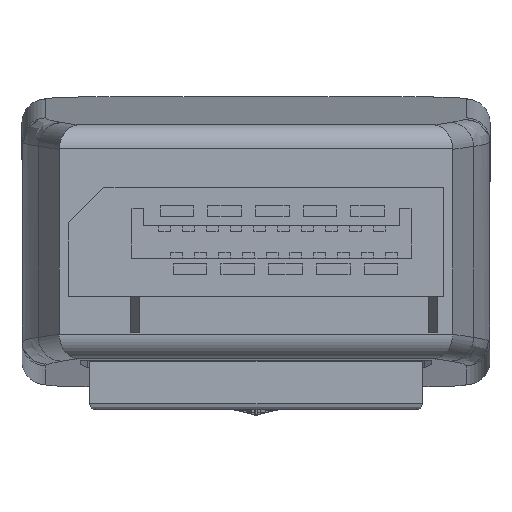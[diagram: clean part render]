
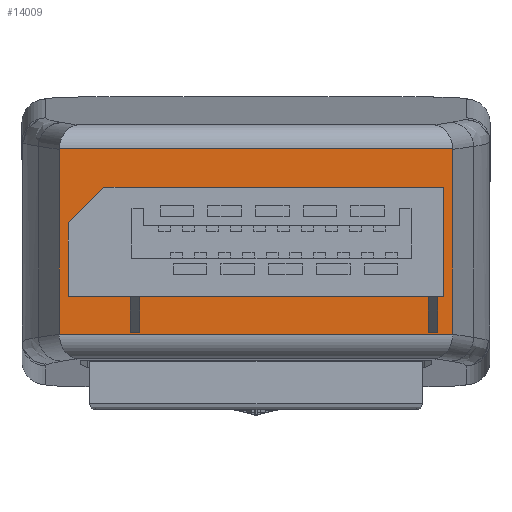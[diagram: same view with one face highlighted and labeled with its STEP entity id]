
A CAD part, front view. The second image highlights one B-rep face of the part: STEP entity #14009.
In plain terms, the highlighted face is planar.
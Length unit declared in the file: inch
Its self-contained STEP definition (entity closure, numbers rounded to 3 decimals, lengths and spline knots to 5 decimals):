
#919 = LINE ( 'NONE', #8587, #8615 ) ;
#1039 = ORIENTED_EDGE ( 'NONE', *, *, #14517, .T. ) ;
#1441 = ORIENTED_EDGE ( 'NONE', *, *, #3830, .T. ) ;
#1846 = CARTESIAN_POINT ( 'NONE',  ( 0.72249, 0.40119, -1.437 ) ) ;
#1912 = CARTESIAN_POINT ( 'NONE',  ( 0.7225, 0.40012, -1.437 ) ) ;
#1952 = CARTESIAN_POINT ( 'NONE',  ( 0.7225, 0.40012, -1.437 ) ) ;
#1968 = DIRECTION ( 'NONE',  ( 0., 1., 0. ) ) ;
#2323 = CARTESIAN_POINT ( 'NONE',  ( 0.0625, 0.08988, -1.437 ) ) ;
#2383 = ORIENTED_EDGE ( 'NONE', *, *, #4349, .T. ) ;
#2493 = VERTEX_POINT ( 'NONE', #11166 ) ;
#2542 =( BOUNDED_CURVE ( )  B_SPLINE_CURVE ( 3, ( #14708, #5265, #9884, #12279 ),
 .UNSPECIFIED., .F., .F. ) 
 B_SPLINE_CURVE_WITH_KNOTS ( ( 4, 4 ),
 ( 3.00135, 3.0281 ),
 .UNSPECIFIED. ) 
 CURVE ( )  GEOMETRIC_REPRESENTATION_ITEM ( )  RATIONAL_B_SPLINE_CURVE ( ( 1., 1., 1., 1. ) ) 
 REPRESENTATION_ITEM ( '' )  );
#2559 = LINE ( 'NONE', #13319, #14564 ) ;
#2898 = CARTESIAN_POINT ( 'NONE',  ( 0.1375, 0.153, -1.437 ) ) ;
#2930 = EDGE_CURVE ( 'NONE', #7988, #10603, #3172, .T. ) ;
#2995 = ORIENTED_EDGE ( 'NONE', *, *, #9526, .F. ) ;
#3078 = ORIENTED_EDGE ( 'NONE', *, *, #2930, .F. ) ;
#3126 = VECTOR ( 'NONE', #6354, 39.37008 ) ;
#3172 = LINE ( 'NONE', #2898, #4656 ) ;
#3258 = CARTESIAN_POINT ( 'NONE',  ( 0.0625, 0.08952, -1.437 ) ) ;
#3314 = EDGE_CURVE ( 'NONE', #12989, #12170, #919, .T. ) ;
#3317 = ORIENTED_EDGE ( 'NONE', *, *, #13047, .F. ) ;
#3394 = EDGE_CURVE ( 'NONE', #11072, #2493, #7507, .T. ) ;
#3427 = CARTESIAN_POINT ( 'NONE',  ( 0.72249, 0.08881, -1.437 ) ) ;
#3486 = CARTESIAN_POINT ( 'NONE',  ( 0.06251, 0.40119, -1.437 ) ) ;
#3551 = VECTOR ( 'NONE', #1968, 39.37008 ) ;
#3670 = VECTOR ( 'NONE', #8433, 39.37008 ) ;
#3676 = CARTESIAN_POINT ( 'NONE',  ( 0.72249, 0.40119, -1.437 ) ) ;
#3830 = EDGE_CURVE ( 'NONE', #4551, #5672, #13342, .T. ) ;
#3843 = VERTEX_POINT ( 'NONE', #1912 ) ;
#3948 = VERTEX_POINT ( 'NONE', #10267 ) ;
#4292 = CARTESIAN_POINT ( 'NONE',  ( 0.7225, 0.40048, -1.437 ) ) ;
#4349 = EDGE_CURVE ( 'NONE', #12170, #3843, #9017, .T. ) ;
#4482 = DIRECTION ( 'NONE',  ( -1., 0., 0. ) ) ;
#4551 = VERTEX_POINT ( 'NONE', #2323 ) ;
#4656 = VECTOR ( 'NONE', #14584, 39.37008 ) ;
#4669 = CARTESIAN_POINT ( 'NONE',  ( 0.06251, 0.08881, -1.437 ) ) ;
#5038 = ORIENTED_EDGE ( 'NONE', *, *, #7682, .F. ) ;
#5056 = LINE ( 'NONE', #14973, #13943 ) ;
#5210 = CARTESIAN_POINT ( 'NONE',  ( 0.0775, 0.213, -1.437 ) ) ;
#5243 = ORIENTED_EDGE ( 'NONE', *, *, #3394, .F. ) ;
#5265 = CARTESIAN_POINT ( 'NONE',  ( 0.7225, 0.08952, -1.437 ) ) ;
#5400 = CARTESIAN_POINT ( 'NONE',  ( 0.0775, 0.213, -1.437 ) ) ;
#5551 = EDGE_CURVE ( 'NONE', #5672, #12989, #14036, .T. ) ;
#5561 = CARTESIAN_POINT ( 'NONE',  ( 0.06251, 0.08881, -1.437 ) ) ;
#5672 = VERTEX_POINT ( 'NONE', #12627 ) ;
#5809 = EDGE_LOOP ( 'NONE', ( #5038, #5243, #3317, #7086, #3078 ) ) ;
#6001 = CARTESIAN_POINT ( 'NONE',  ( 0.7075, 0.337, -1.437 ) ) ;
#6354 = DIRECTION ( 'NONE',  ( 0., 1., 0. ) ) ;
#6530 = LINE ( 'NONE', #7635, #8710 ) ;
#6622 = VERTEX_POINT ( 'NONE', #3427 ) ;
#7054 = ORIENTED_EDGE ( 'NONE', *, *, #12932, .T. ) ;
#7086 = ORIENTED_EDGE ( 'NONE', *, *, #12756, .F. ) ;
#7507 = LINE ( 'NONE', #12550, #14220 ) ;
#7635 = CARTESIAN_POINT ( 'NONE',  ( 0.7075, 0.153, -1.437 ) ) ;
#7682 = EDGE_CURVE ( 'NONE', #2493, #7988, #6530, .T. ) ;
#7988 = VERTEX_POINT ( 'NONE', #14542 ) ;
#8125 = CARTESIAN_POINT ( 'NONE',  ( 0.0625, 0.40083, -1.437 ) ) ;
#8286 = ORIENTED_EDGE ( 'NONE', *, *, #14923, .T. ) ;
#8353 =( BOUNDED_CURVE ( )  B_SPLINE_CURVE ( 3, ( #5561, #9156, #3258, #14787 ),
 .UNSPECIFIED., .F., .F. ) 
 B_SPLINE_CURVE_WITH_KNOTS ( ( 4, 4 ),
 ( 0.11349, 0.14024 ),
 .UNSPECIFIED. ) 
 CURVE ( )  GEOMETRIC_REPRESENTATION_ITEM ( )  RATIONAL_B_SPLINE_CURVE ( ( 1., 1., 1., 1. ) ) 
 REPRESENTATION_ITEM ( '' )  );
#8433 = DIRECTION ( 'NONE',  ( 1., 0., 0. ) ) ;
#8586 = LINE ( 'NONE', #6001, #3670 ) ;
#8587 = CARTESIAN_POINT ( 'NONE',  ( 0., 0.40119, -1.437 ) ) ;
#8615 = VECTOR ( 'NONE', #9735, 39.37008 ) ;
#8710 = VECTOR ( 'NONE', #11113, 39.37008 ) ;
#8903 = PLANE ( 'NONE',  #11193 ) ;
#9017 =( BOUNDED_CURVE ( )  B_SPLINE_CURVE ( 3, ( #1846, #13471, #4292, #1952 ),
 .UNSPECIFIED., .F., .F. ) 
 B_SPLINE_CURVE_WITH_KNOTS ( ( 4, 4 ),
 ( 3.25508, 3.28183 ),
 .UNSPECIFIED. ) 
 CURVE ( )  GEOMETRIC_REPRESENTATION_ITEM ( )  RATIONAL_B_SPLINE_CURVE ( ( 1., 1., 1., 1. ) ) 
 REPRESENTATION_ITEM ( '' )  );
#9105 = CARTESIAN_POINT ( 'NONE',  ( 0., 0.49, -1.437 ) ) ;
#9156 = CARTESIAN_POINT ( 'NONE',  ( 0.0625, 0.08917, -1.437 ) ) ;
#9270 = CARTESIAN_POINT ( 'NONE',  ( 0.0625, 0.40012, -1.437 ) ) ;
#9383 = ORIENTED_EDGE ( 'NONE', *, *, #3314, .T. ) ;
#9526 = EDGE_CURVE ( 'NONE', #10013, #3843, #2559, .T. ) ;
#9735 = DIRECTION ( 'NONE',  ( 1., 0., 0. ) ) ;
#9884 = CARTESIAN_POINT ( 'NONE',  ( 0.7225, 0.08917, -1.437 ) ) ;
#10013 = VERTEX_POINT ( 'NONE', #14709 ) ;
#10147 = EDGE_LOOP ( 'NONE', ( #2995, #8286, #1039, #7054, #1441, #11535, #9383, #2383 ) ) ;
#10267 = CARTESIAN_POINT ( 'NONE',  ( 0.0775, 0.337, -1.437 ) ) ;
#10413 = DIRECTION ( 'NONE',  ( -1., 0., 0. ) ) ;
#10603 = VERTEX_POINT ( 'NONE', #5400 ) ;
#11072 = VERTEX_POINT ( 'NONE', #12242 ) ;
#11113 = DIRECTION ( 'NONE',  ( -1., 0., 0. ) ) ;
#11166 = CARTESIAN_POINT ( 'NONE',  ( 0.7075, 0.153, -1.437 ) ) ;
#11193 = AXIS2_PLACEMENT_3D ( 'NONE', #9105, #12780, #10413 ) ;
#11245 = FACE_BOUND ( 'NONE', #5809, .T. ) ;
#11535 = ORIENTED_EDGE ( 'NONE', *, *, #5551, .T. ) ;
#11632 = CARTESIAN_POINT ( 'NONE',  ( 0.0625, 0.40048, -1.437 ) ) ;
#12118 = DIRECTION ( 'NONE',  ( 0., -1., 0. ) ) ;
#12170 = VERTEX_POINT ( 'NONE', #3676 ) ;
#12242 = CARTESIAN_POINT ( 'NONE',  ( 0.7075, 0.337, -1.437 ) ) ;
#12279 = CARTESIAN_POINT ( 'NONE',  ( 0.72249, 0.08881, -1.437 ) ) ;
#12405 = LINE ( 'NONE', #5210, #3126 ) ;
#12550 = CARTESIAN_POINT ( 'NONE',  ( 0.7075, 0.153, -1.437 ) ) ;
#12627 = CARTESIAN_POINT ( 'NONE',  ( 0.0625, 0.40012, -1.437 ) ) ;
#12756 = EDGE_CURVE ( 'NONE', #10603, #3948, #12405, .T. ) ;
#12780 = DIRECTION ( 'NONE',  ( 0., 0., -1. ) ) ;
#12932 = EDGE_CURVE ( 'NONE', #13657, #4551, #8353, .T. ) ;
#12989 = VERTEX_POINT ( 'NONE', #14157 ) ;
#13047 = EDGE_CURVE ( 'NONE', #3948, #11072, #8586, .T. ) ;
#13319 = CARTESIAN_POINT ( 'NONE',  ( 0.7225, 0., -1.437 ) ) ;
#13342 = LINE ( 'NONE', #13538, #3551 ) ;
#13419 = DIRECTION ( 'NONE',  ( 0., 1., 0. ) ) ;
#13471 = CARTESIAN_POINT ( 'NONE',  ( 0.7225, 0.40083, -1.437 ) ) ;
#13538 = CARTESIAN_POINT ( 'NONE',  ( 0.0625, 0., -1.437 ) ) ;
#13657 = VERTEX_POINT ( 'NONE', #4669 ) ;
#13943 = VECTOR ( 'NONE', #4482, 39.37008 ) ;
#14009 = ADVANCED_FACE ( 'NONE', ( #15065, #11245 ), #8903, .T. ) ;
#14036 =( BOUNDED_CURVE ( )  B_SPLINE_CURVE ( 3, ( #9270, #11632, #8125, #3486 ),
 .UNSPECIFIED., .F., .F. ) 
 B_SPLINE_CURVE_WITH_KNOTS ( ( 4, 4 ),
 ( 6.14295, 6.1697 ),
 .UNSPECIFIED. ) 
 CURVE ( )  GEOMETRIC_REPRESENTATION_ITEM ( )  RATIONAL_B_SPLINE_CURVE ( ( 1., 1., 1., 1. ) ) 
 REPRESENTATION_ITEM ( '' )  );
#14157 = CARTESIAN_POINT ( 'NONE',  ( 0.06251, 0.40119, -1.437 ) ) ;
#14220 = VECTOR ( 'NONE', #12118, 39.37008 ) ;
#14517 = EDGE_CURVE ( 'NONE', #6622, #13657, #5056, .T. ) ;
#14542 = CARTESIAN_POINT ( 'NONE',  ( 0.1375, 0.153, -1.437 ) ) ;
#14564 = VECTOR ( 'NONE', #13419, 39.37008 ) ;
#14584 = DIRECTION ( 'NONE',  ( -0.707, 0.707, 0. ) ) ;
#14708 = CARTESIAN_POINT ( 'NONE',  ( 0.7225, 0.08988, -1.437 ) ) ;
#14709 = CARTESIAN_POINT ( 'NONE',  ( 0.7225, 0.08988, -1.437 ) ) ;
#14787 = CARTESIAN_POINT ( 'NONE',  ( 0.0625, 0.08988, -1.437 ) ) ;
#14923 = EDGE_CURVE ( 'NONE', #10013, #6622, #2542, .T. ) ;
#14973 = CARTESIAN_POINT ( 'NONE',  ( 0., 0.08881, -1.437 ) ) ;
#15065 = FACE_OUTER_BOUND ( 'NONE', #10147, .T. ) ;
